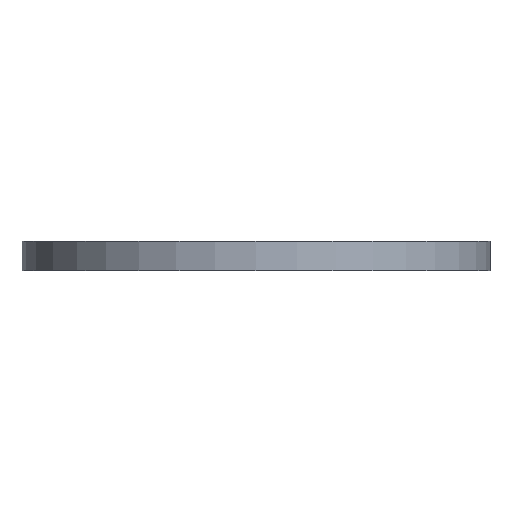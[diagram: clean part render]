
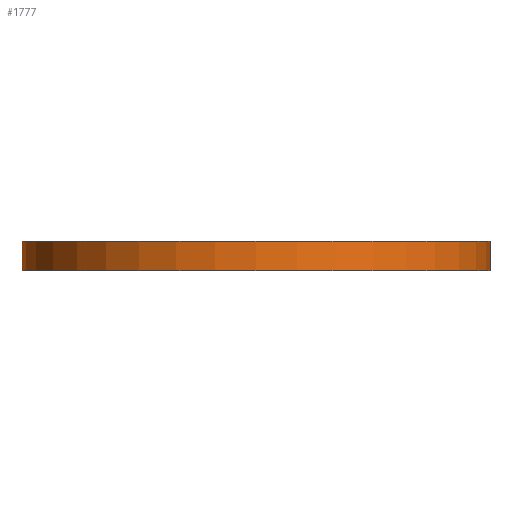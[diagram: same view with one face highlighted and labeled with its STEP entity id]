
A CAD part, front view. The second image highlights one B-rep face of the part: STEP entity #1777.
In plain terms, the highlighted cylindrical face has radius 7.9 mm (diameter 15.8 mm), a full revolution.
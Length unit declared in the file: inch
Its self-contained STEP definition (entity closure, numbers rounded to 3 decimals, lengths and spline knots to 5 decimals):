
#1304=CARTESIAN_POINT('',(0.31102,0.,0.03937));
#1305=VERTEX_POINT('',#1304);
#1306=CARTESIAN_POINT('',(0.0,0.0,0.03937));
#1307=DIRECTION('',(0.0,0.0,-1.0));
#1308=DIRECTION('',(-1.0,0.0,0.0));
#1309=AXIS2_PLACEMENT_3D('',#1306,#1307,#1308);
#1310=CIRCLE('',#1309,0.31102);
#1311=EDGE_CURVE('',#1305,#1305,#1310,.T.);
#1758=CARTESIAN_POINT('',(0.0,0.0,-0.00197));
#1759=DIRECTION('',(0.0,0.0,1.0));
#1760=DIRECTION('',(1.0,0.0,0.0));
#1761=AXIS2_PLACEMENT_3D('',#1758,#1759,#1760);
#1762=CYLINDRICAL_SURFACE('',#1761,0.31102);
#1763=ORIENTED_EDGE('',*,*,#1311,.T.);
#1764=EDGE_LOOP('',(#1763));
#1765=FACE_OUTER_BOUND('',#1764,.T.);
#1766=CARTESIAN_POINT('',(0.31102,0.,0.0));
#1767=VERTEX_POINT('',#1766);
#1768=CARTESIAN_POINT('',(0.0,0.0,0.0));
#1769=DIRECTION('',(0.0,0.0,-1.0));
#1770=DIRECTION('',(-1.0,0.0,0.0));
#1771=AXIS2_PLACEMENT_3D('',#1768,#1769,#1770);
#1772=CIRCLE('',#1771,0.31102);
#1773=EDGE_CURVE('',#1767,#1767,#1772,.T.);
#1774=ORIENTED_EDGE('',*,*,#1773,.F.);
#1775=EDGE_LOOP('',(#1774));
#1776=FACE_BOUND('',#1775,.T.);
#1777=ADVANCED_FACE('',(#1765,#1776),#1762,.T.);
